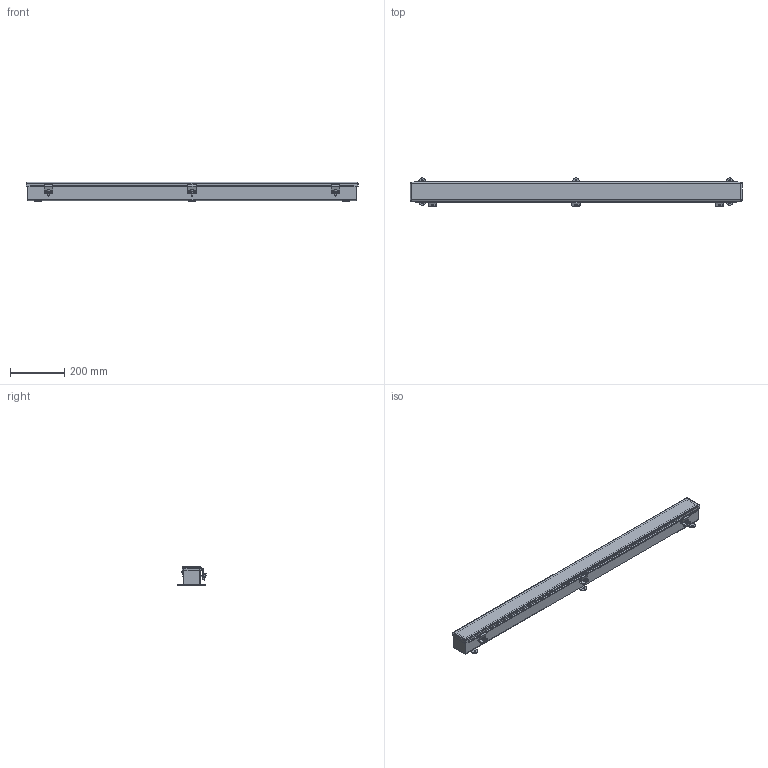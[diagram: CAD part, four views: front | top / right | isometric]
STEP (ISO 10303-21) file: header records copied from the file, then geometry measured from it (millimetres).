
FILE_DESCRIPTION(/* description */ ('NEMA 4X/IP 66 TROUGH, 304 SS, CH, 2.5x2.5x48'),/* implementation_level */ '2;1');
FILE_NAME(/* name */ 'T2248CHSS.stp',/* time_stamp */ '2018-05-07T06:09:15-05:00',/* author */ ('mraetz'),/* organization */ (''),/* preprocessor_version */ 'ST-DEVELOPER v17',/* originating_system */ 'Autodesk Inventor 2018',/* authorisation */ '');
FILE_SCHEMA (('AP203_CONFIGURATION_CONTROLLED_3D_DESIGN_OF_MECHANICAL_PARTS_AND_ASSEMBLIES_MIM_LF { 1 0 10303 203 3 1 4 }','AUTOMOTIVE_DESIGN { 1 0 10303 214 3 1 1 }'));
Length unit declared in the file: inch
Products named in the file (13): T2248CHSS; T2248CHSSBKPBKP; T22CHSSLRS; T2248CHSSLID; 32828; 32828_1; 32828_2; 32828_3; T2248CHSSFIP; C2001; C2002; 372134; T22CHSSMTG
Assembly tree (21 placements, depth 3):
  T2248CHSS
    T2248CHSSBKPBKP
    T22CHSSLRS  x2
    T2248CHSSLID
    32828
      32828_1
      32828_2
      32828_3
    T2248CHSSFIP
    C2001  x3
    C2002  x3
    372134  x3
    T22CHSSMTG  x3
Bounding box: 1227.14 x 104.1 x 71.67 mm (x, y, z)
Volume: 949402.4 mm3; surface area: 990698.2 mm2
Topology: 20 solids, 20 shells, 863 faces, 2348 edges, 1538 vertices
Faces by surface type: plane 527, cylinder 297, torus 16, bspline 14, sphere 6, cone 3
Full cylindrical faces by diameter (mm): 2.54 x1, 2.794 x12, 2.957 x94, 4.978 x3, 6.35 x3, 7.144 x6, 8.738 x3, 10.402 x3
Entity records: 24024 total; most frequent: CARTESIAN_POINT 4252, DIRECTION 3856, ORIENTED_EDGE 3844, EDGE_CURVE 1922, LINE 1380, VECTOR 1380, VERTEX_POINT 1254, AXIS2_PLACEMENT_3D 1238
